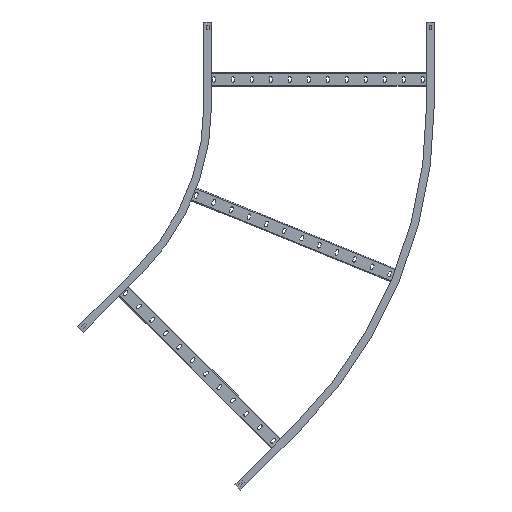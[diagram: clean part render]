
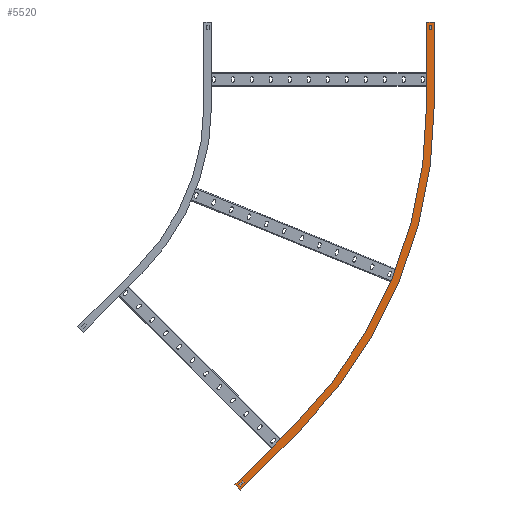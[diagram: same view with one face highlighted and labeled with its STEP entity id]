
A CAD part, front view. The second image highlights one B-rep face of the part: STEP entity #5520.
In plain terms, the highlighted planar face has unit normal (0, -1, 0).
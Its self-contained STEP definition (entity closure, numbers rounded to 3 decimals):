
#2 = ORIENTED_EDGE ( 'NONE', *, *, #5663, .T. ) ;
#49 = CARTESIAN_POINT ( 'NONE',  ( 0., 0., 0. ) ) ;
#85 = CARTESIAN_POINT ( 'NONE',  ( 1202.2, 0., 0. ) ) ;
#100 = AXIS2_PLACEMENT_3D ( 'NONE', #49, #3857, #6406 ) ;
#115 = VERTEX_POINT ( 'NONE', #5887 ) ;
#141 = VERTEX_POINT ( 'NONE', #3248 ) ;
#153 = CARTESIAN_POINT ( 'NONE',  ( 1195.7, 0., 209. ) ) ;
#191 = CARTESIAN_POINT ( 'NONE',  ( 1182.2, 0., 217. ) ) ;
#287 = CARTESIAN_POINT ( 'NONE',  ( 1195.7, 0., 217. ) ) ;
#290 = CARTESIAN_POINT ( 'NONE',  ( 850.084, 0., -850.084 ) ) ;
#335 = VECTOR ( 'NONE', #939, 1000. ) ;
#377 = CIRCLE ( 'NONE', #5083, 1202.2 ) ;
#404 = DIRECTION ( 'NONE',  ( 1., 0., 0. ) ) ;
#469 = EDGE_CURVE ( 'NONE', #2965, #5580, #4350, .T. ) ;
#484 = LINE ( 'NONE', #3018, #6674 ) ;
#498 = EDGE_CURVE ( 'NONE', #6389, #5433, #6942, .T. ) ;
#559 = LINE ( 'NONE', #682, #6354 ) ;
#682 = CARTESIAN_POINT ( 'NONE',  ( 1202.2, 0., -835.942 ) ) ;
#693 = FACE_OUTER_BOUND ( 'NONE', #2507, .T. ) ;
#705 = ORIENTED_EDGE ( 'NONE', *, *, #3989, .T. ) ;
#709 = VECTOR ( 'NONE', #3819, 1000. ) ;
#859 = ORIENTED_EDGE ( 'NONE', *, *, #469, .T. ) ;
#864 = DIRECTION ( 'NONE',  ( 0.707, 0., 0.707 ) ) ;
#939 = DIRECTION ( 'NONE',  ( 0.707, 0., 0.707 ) ) ;
#943 = VECTOR ( 'NONE', #6433, 1000. ) ;
#983 = LINE ( 'NONE', #2998, #6773 ) ;
#1083 = LINE ( 'NONE', #4373, #7690 ) ;
#1099 = EDGE_LOOP ( 'NONE', ( #8043, #3817, #5758, #3710 ) ) ;
#1165 = EDGE_CURVE ( 'NONE', #6400, #141, #1245, .T. ) ;
#1238 = CARTESIAN_POINT ( 'NONE',  ( 845.488, 0., -845.488 ) ) ;
#1245 = CIRCLE ( 'NONE', #100, 1182.2 ) ;
#1378 = ORIENTED_EDGE ( 'NONE', *, *, #5798, .T. ) ;
#1442 = ORIENTED_EDGE ( 'NONE', *, *, #3633, .T. ) ;
#1468 = VERTEX_POINT ( 'NONE', #5476 ) ;
#1587 = VECTOR ( 'NONE', #2953, 1000. ) ;
#1615 = DIRECTION ( 'NONE',  ( -1., 0., 0. ) ) ;
#1680 = DIRECTION ( 'NONE',  ( 0., 0., 1. ) ) ;
#1755 = DIRECTION ( 'NONE',  ( -0.707, 0., -0.707 ) ) ;
#1811 = CARTESIAN_POINT ( 'NONE',  ( 1200., 0., 217. ) ) ;
#1870 = LINE ( 'NONE', #2314, #7295 ) ;
#1980 = VERTEX_POINT ( 'NONE', #2347 ) ;
#2156 = VERTEX_POINT ( 'NONE', #1811 ) ;
#2314 = CARTESIAN_POINT ( 'NONE',  ( 1182.2, 0., 217. ) ) ;
#2347 = CARTESIAN_POINT ( 'NONE',  ( 850.084, 0., -850.084 ) ) ;
#2381 = DIRECTION ( 'NONE',  ( 0.707, 0., -0.707 ) ) ;
#2498 = CARTESIAN_POINT ( 'NONE',  ( 835.942, 0., 217. ) ) ;
#2507 = EDGE_LOOP ( 'NONE', ( #705, #3586, #1378, #2680, #3600, #7249, #6702, #2525, #3179, #5242 ) ) ;
#2525 = ORIENTED_EDGE ( 'NONE', *, *, #6857, .F. ) ;
#2558 = CARTESIAN_POINT ( 'NONE',  ( 1182.2, 0., 217. ) ) ;
#2574 = FACE_BOUND ( 'NONE', #2805, .T. ) ;
#2642 = LINE ( 'NONE', #2862, #335 ) ;
#2680 = ORIENTED_EDGE ( 'NONE', *, *, #4690, .T. ) ;
#2749 = DIRECTION ( 'NONE',  ( 0.707, 0., -0.707 ) ) ;
#2805 = EDGE_LOOP ( 'NONE', ( #5344, #859, #2, #1442 ) ) ;
#2862 = CARTESIAN_POINT ( 'NONE',  ( 840.538, 0., -840.538 ) ) ;
#2878 = VECTOR ( 'NONE', #2749, 1000. ) ;
#2909 = DIRECTION ( 'NONE',  ( 1., 0., 0. ) ) ;
#2953 = DIRECTION ( 'NONE',  ( 0., 0., -1. ) ) ;
#2965 = VERTEX_POINT ( 'NONE', #5790 ) ;
#2983 = VECTOR ( 'NONE', #864, 1000. ) ;
#2998 = CARTESIAN_POINT ( 'NONE',  ( 1182.2, 0., 209. ) ) ;
#3018 = CARTESIAN_POINT ( 'NONE',  ( 682.499, 0., -989.384 ) ) ;
#3102 = VERTEX_POINT ( 'NONE', #7161 ) ;
#3179 = ORIENTED_EDGE ( 'NONE', *, *, #3369, .F. ) ;
#3248 = CARTESIAN_POINT ( 'NONE',  ( 835.942, 0., -835.942 ) ) ;
#3369 = EDGE_CURVE ( 'NONE', #2156, #8149, #8115, .T. ) ;
#3412 = DIRECTION ( 'NONE',  ( 0., 0., 1. ) ) ;
#3462 = CARTESIAN_POINT ( 'NONE',  ( 1182.2, 0., 217. ) ) ;
#3584 = CARTESIAN_POINT ( 'NONE',  ( 0., 0., 0. ) ) ;
#3586 = ORIENTED_EDGE ( 'NONE', *, *, #1165, .T. ) ;
#3600 = ORIENTED_EDGE ( 'NONE', *, *, #5341, .T. ) ;
#3633 = EDGE_CURVE ( 'NONE', #7023, #115, #4085, .T. ) ;
#3669 = CARTESIAN_POINT ( 'NONE',  ( 696.642, 0., -1003.526 ) ) ;
#3680 = DIRECTION ( 'NONE',  ( 0.707, 0., -0.707 ) ) ;
#3710 = ORIENTED_EDGE ( 'NONE', *, *, #4668, .T. ) ;
#3817 = ORIENTED_EDGE ( 'NONE', *, *, #498, .T. ) ;
#3819 = DIRECTION ( 'NONE',  ( 1., 0., 0. ) ) ;
#3857 = DIRECTION ( 'NONE',  ( 0., 1., 0. ) ) ;
#3989 = EDGE_CURVE ( 'NONE', #7452, #6400, #1870, .T. ) ;
#4085 = LINE ( 'NONE', #287, #1587 ) ;
#4186 = LINE ( 'NONE', #290, #2983 ) ;
#4271 = LINE ( 'NONE', #5379, #7482 ) ;
#4339 = CARTESIAN_POINT ( 'NONE',  ( 706.188, 0., -984.788 ) ) ;
#4350 = LINE ( 'NONE', #6351, #943 ) ;
#4361 = CARTESIAN_POINT ( 'NONE',  ( 696.642, 0., -975.242 ) ) ;
#4373 = CARTESIAN_POINT ( 'NONE',  ( 835.942, 0., -835.942 ) ) ;
#4463 = CARTESIAN_POINT ( 'NONE',  ( 688.156, 0., -983.727 ) ) ;
#4516 = DIRECTION ( 'NONE',  ( 0., 0., -1. ) ) ;
#4654 = VECTOR ( 'NONE', #5164, 1000. ) ;
#4668 = EDGE_CURVE ( 'NONE', #3102, #6737, #6877, .T. ) ;
#4680 = LINE ( 'NONE', #3462, #7274 ) ;
#4690 = EDGE_CURVE ( 'NONE', #1468, #5147, #484, .T. ) ;
#4802 = CARTESIAN_POINT ( 'NONE',  ( 1188.7, 0., 209. ) ) ;
#4884 = EDGE_CURVE ( 'NONE', #7889, #1980, #4186, .T. ) ;
#4886 = VECTOR ( 'NONE', #1755, 1000. ) ;
#4921 = AXIS2_PLACEMENT_3D ( 'NONE', #191, #7996, #3412 ) ;
#4991 = FACE_BOUND ( 'NONE', #1099, .T. ) ;
#5083 = AXIS2_PLACEMENT_3D ( 'NONE', #3584, #8048, #1680 ) ;
#5147 = VERTEX_POINT ( 'NONE', #6303 ) ;
#5164 = DIRECTION ( 'NONE',  ( -0.707, 0., 0.707 ) ) ;
#5195 = VECTOR ( 'NONE', #2381, 1000. ) ;
#5242 = ORIENTED_EDGE ( 'NONE', *, *, #6137, .F. ) ;
#5335 = VERTEX_POINT ( 'NONE', #85 ) ;
#5341 = EDGE_CURVE ( 'NONE', #5147, #7889, #6485, .T. ) ;
#5344 = ORIENTED_EDGE ( 'NONE', *, *, #6159, .T. ) ;
#5379 = CARTESIAN_POINT ( 'NONE',  ( 1182.2, 0., 197. ) ) ;
#5433 = VERTEX_POINT ( 'NONE', #7123 ) ;
#5476 = CARTESIAN_POINT ( 'NONE',  ( 682.499, 0., -989.384 ) ) ;
#5520 = ADVANCED_FACE ( 'NONE', ( #2574, #693, #4991 ), #7339, .F. ) ;
#5573 = EDGE_CURVE ( 'NONE', #5335, #1980, #377, .T. ) ;
#5580 = VERTEX_POINT ( 'NONE', #4802 ) ;
#5663 = EDGE_CURVE ( 'NONE', #5580, #7023, #983, .T. ) ;
#5718 = CARTESIAN_POINT ( 'NONE',  ( 695.086, 0., -1001.97 ) ) ;
#5732 = EDGE_CURVE ( 'NONE', #6737, #6389, #5884, .T. ) ;
#5758 = ORIENTED_EDGE ( 'NONE', *, *, #7709, .T. ) ;
#5790 = CARTESIAN_POINT ( 'NONE',  ( 1188.7, 0., 197. ) ) ;
#5798 = EDGE_CURVE ( 'NONE', #141, #1468, #1083, .T. ) ;
#5802 = CARTESIAN_POINT ( 'NONE',  ( 1202.2, 0., 217. ) ) ;
#5884 = LINE ( 'NONE', #1238, #4886 ) ;
#5887 = CARTESIAN_POINT ( 'NONE',  ( 1195.7, 0., 197. ) ) ;
#6137 = EDGE_CURVE ( 'NONE', #7452, #2156, #4680, .T. ) ;
#6159 = EDGE_CURVE ( 'NONE', #115, #2965, #4271, .T. ) ;
#6259 = CARTESIAN_POINT ( 'NONE',  ( 697.702, 0., -993.273 ) ) ;
#6303 = CARTESIAN_POINT ( 'NONE',  ( 695.086, 0., -1001.97 ) ) ;
#6323 = DIRECTION ( 'NONE',  ( -0.707, 0., -0.707 ) ) ;
#6351 = CARTESIAN_POINT ( 'NONE',  ( 1188.7, 0., 217. ) ) ;
#6354 = VECTOR ( 'NONE', #4516, 1000. ) ;
#6389 = VERTEX_POINT ( 'NONE', #6259 ) ;
#6400 = VERTEX_POINT ( 'NONE', #8263 ) ;
#6406 = DIRECTION ( 'NONE',  ( 1., 0., 0. ) ) ;
#6433 = DIRECTION ( 'NONE',  ( 0., 0., 1. ) ) ;
#6485 = LINE ( 'NONE', #5718, #2878 ) ;
#6674 = VECTOR ( 'NONE', #3680, 1000. ) ;
#6702 = ORIENTED_EDGE ( 'NONE', *, *, #5573, .F. ) ;
#6737 = VERTEX_POINT ( 'NONE', #4339 ) ;
#6773 = VECTOR ( 'NONE', #404, 1000. ) ;
#6857 = EDGE_CURVE ( 'NONE', #8149, #5335, #559, .T. ) ;
#6877 = LINE ( 'NONE', #4361, #5195 ) ;
#6942 = LINE ( 'NONE', #4463, #4654 ) ;
#7023 = VERTEX_POINT ( 'NONE', #153 ) ;
#7123 = CARTESIAN_POINT ( 'NONE',  ( 692.753, 0., -988.323 ) ) ;
#7161 = CARTESIAN_POINT ( 'NONE',  ( 701.238, 0., -979.838 ) ) ;
#7249 = ORIENTED_EDGE ( 'NONE', *, *, #4884, .T. ) ;
#7274 = VECTOR ( 'NONE', #2909, 1000. ) ;
#7295 = VECTOR ( 'NONE', #7427, 1000. ) ;
#7339 = PLANE ( 'NONE',  #4921 ) ;
#7427 = DIRECTION ( 'NONE',  ( 0., 0., -1. ) ) ;
#7452 = VERTEX_POINT ( 'NONE', #2558 ) ;
#7482 = VECTOR ( 'NONE', #1615, 1000. ) ;
#7690 = VECTOR ( 'NONE', #6323, 1000. ) ;
#7709 = EDGE_CURVE ( 'NONE', #5433, #3102, #2642, .T. ) ;
#7889 = VERTEX_POINT ( 'NONE', #3669 ) ;
#7996 = DIRECTION ( 'NONE',  ( 0., 1., 0. ) ) ;
#8043 = ORIENTED_EDGE ( 'NONE', *, *, #5732, .T. ) ;
#8048 = DIRECTION ( 'NONE',  ( 0., 1., 0. ) ) ;
#8115 = LINE ( 'NONE', #2498, #709 ) ;
#8149 = VERTEX_POINT ( 'NONE', #5802 ) ;
#8263 = CARTESIAN_POINT ( 'NONE',  ( 1182.2, 0., 0. ) ) ;
